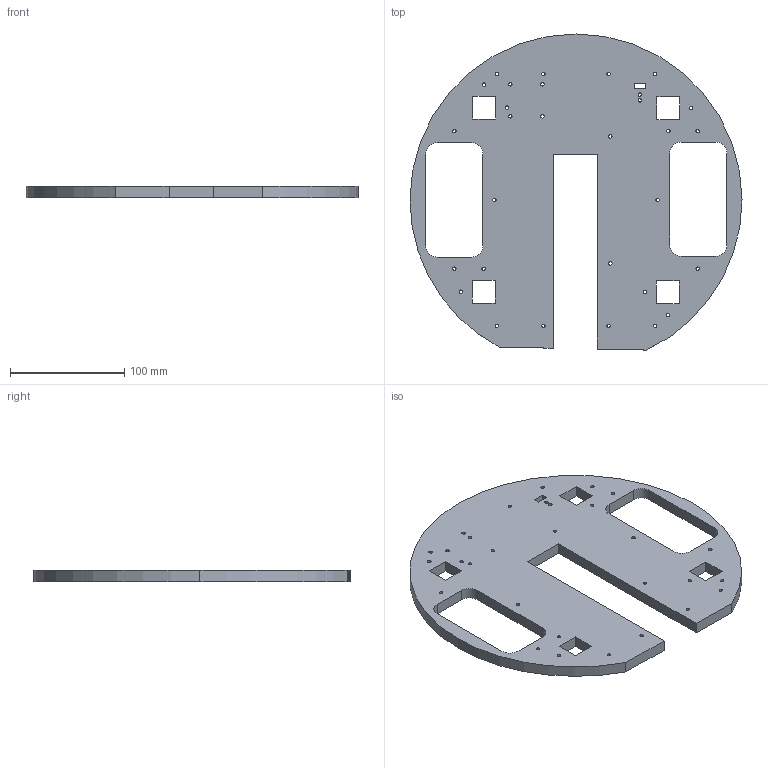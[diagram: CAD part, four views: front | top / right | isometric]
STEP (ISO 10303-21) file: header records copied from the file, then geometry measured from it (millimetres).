
FILE_DESCRIPTION (( 'STEP AP203' ), '1' );
FILE_NAME ('Mobile_base_2.STEP', '2022-04-20T20:06:04', ( '' ), ( '' ), 'SwSTEP 2.0', 'SolidWorks 2020', '' );
FILE_SCHEMA (( 'CONFIG_CONTROL_DESIGN' ));
Length unit declared in the file: millimetre
Products named in the file (1): Mobile_base_2
Bounding box: 290 x 276.13 x 10 mm (x, y, z)
Volume: 465035.8 mm3; surface area: 117453.7 mm2
Topology: 1 solids, 1 shells, 106 faces, 312 edges, 208 vertices
Faces by surface type: cylinder 71, plane 35
Entity records: 3823 total; most frequent: DIRECTION 668, CARTESIAN_POINT 627, ORIENTED_EDGE 624, EDGE_CURVE 312, AXIS2_PLACEMENT_3D 249, VERTEX_POINT 208, EDGE_LOOP 180, VECTOR 170
